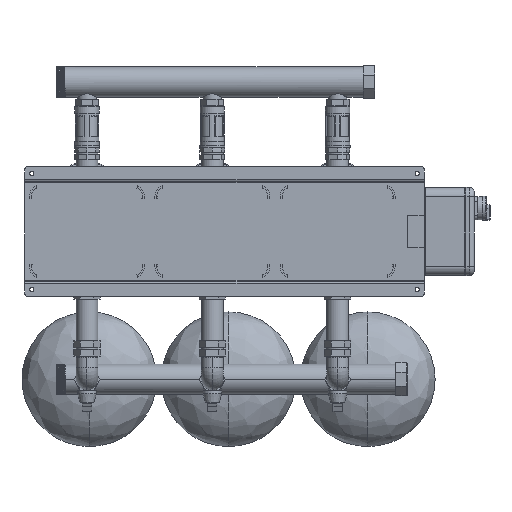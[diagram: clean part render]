
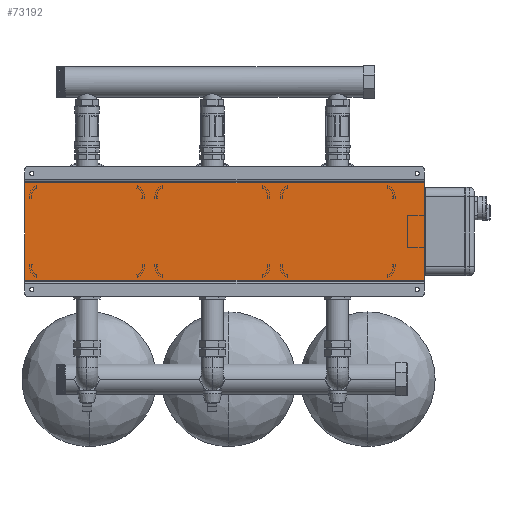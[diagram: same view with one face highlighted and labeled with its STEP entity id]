
A CAD part, front view. The second image highlights one B-rep face of the part: STEP entity #73192.
In plain terms, the highlighted planar face has unit normal (0, -1, 0).
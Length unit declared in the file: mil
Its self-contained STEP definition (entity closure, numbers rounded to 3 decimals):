
#296 = DIRECTION ( 'NONE',  ( 0., 1., 0. ) ) ;
#1396 = VECTOR ( 'NONE', #130667, 39370.079 ) ;
#1584 = EDGE_CURVE ( 'NONE', #167745, #187592, #112956, .T. ) ;
#12339 = LINE ( 'NONE', #48767, #157321 ) ;
#12707 = EDGE_LOOP ( 'NONE', ( #166114, #184588, #197569, #182802 ) ) ;
#14045 = EDGE_CURVE ( 'NONE', #208189, #126290, #85436, .T. ) ;
#26478 = VECTOR ( 'NONE', #79500, 39370.079 ) ;
#27345 = EDGE_CURVE ( 'NONE', #167745, #208189, #199954, .T. ) ;
#48767 = CARTESIAN_POINT ( 'NONE',  ( 16929.134, 2007.874, -4133.858 ) ) ;
#73192 = ADVANCED_FACE ( 'NONE', ( #138412 ), #218013, .F. ) ;
#79500 = DIRECTION ( 'NONE',  ( -1., 0., 0. ) ) ;
#81544 = AXIS2_PLACEMENT_3D ( 'NONE', #134041, #296, #201442 ) ;
#85436 = LINE ( 'NONE', #86521, #155572 ) ;
#86521 = CARTESIAN_POINT ( 'NONE',  ( -16929.134, 2007.874, -4133.858 ) ) ;
#107188 = CARTESIAN_POINT ( 'NONE',  ( -16929.134, 2007.874, -4133.858 ) ) ;
#107736 = CARTESIAN_POINT ( 'NONE',  ( 16929.134, 2007.874, 4133.858 ) ) ;
#112956 = LINE ( 'NONE', #114051, #1396 ) ;
#114051 = CARTESIAN_POINT ( 'NONE',  ( 16929.134, 2007.874, 4133.858 ) ) ;
#126290 = VERTEX_POINT ( 'NONE', #107188 ) ;
#130667 = DIRECTION ( 'NONE',  ( 0., 0., -1. ) ) ;
#131706 = DIRECTION ( 'NONE',  ( -1., 0., 0. ) ) ;
#134041 = CARTESIAN_POINT ( 'NONE',  ( 16929.134, 2007.874, -4133.858 ) ) ;
#138412 = FACE_OUTER_BOUND ( 'NONE', #12707, .T. ) ;
#142086 = CARTESIAN_POINT ( 'NONE',  ( 16929.134, 2007.874, -4133.858 ) ) ;
#149162 = CARTESIAN_POINT ( 'NONE',  ( 16929.134, 2007.874, 4133.858 ) ) ;
#150668 = CARTESIAN_POINT ( 'NONE',  ( -16929.134, 2007.874, 4133.858 ) ) ;
#155572 = VECTOR ( 'NONE', #168378, 39370.079 ) ;
#157321 = VECTOR ( 'NONE', #131706, 39370.079 ) ;
#166114 = ORIENTED_EDGE ( 'NONE', *, *, #14045, .T. ) ;
#167745 = VERTEX_POINT ( 'NONE', #107736 ) ;
#168378 = DIRECTION ( 'NONE',  ( 0., 0., -1. ) ) ;
#182802 = ORIENTED_EDGE ( 'NONE', *, *, #27345, .T. ) ;
#184588 = ORIENTED_EDGE ( 'NONE', *, *, #210094, .F. ) ;
#187592 = VERTEX_POINT ( 'NONE', #142086 ) ;
#197569 = ORIENTED_EDGE ( 'NONE', *, *, #1584, .F. ) ;
#199954 = LINE ( 'NONE', #149162, #26478 ) ;
#201442 = DIRECTION ( 'NONE',  ( 1., 0., 0. ) ) ;
#208189 = VERTEX_POINT ( 'NONE', #150668 ) ;
#210094 = EDGE_CURVE ( 'NONE', #187592, #126290, #12339, .T. ) ;
#218013 = PLANE ( 'NONE',  #81544 ) ;
